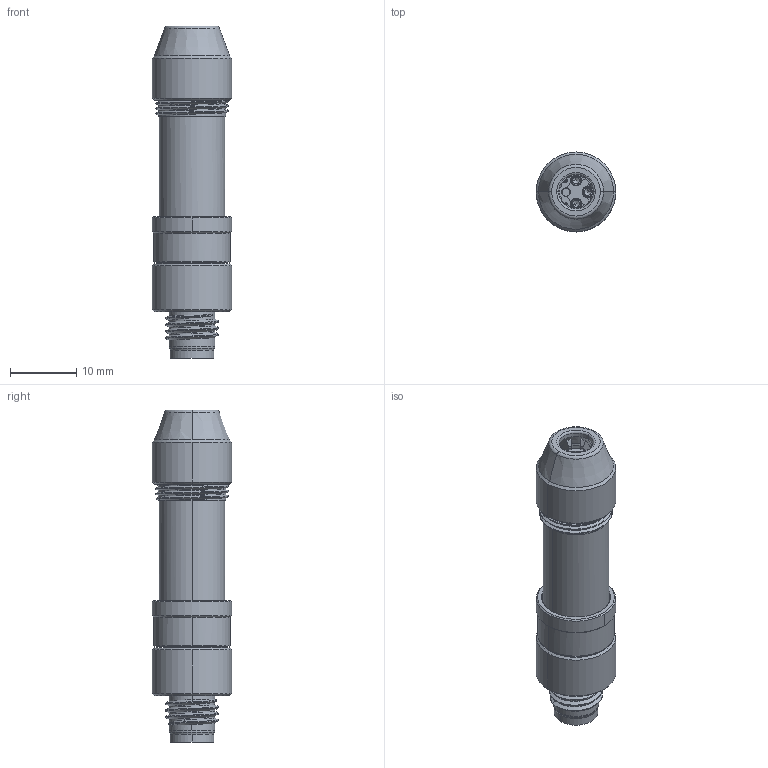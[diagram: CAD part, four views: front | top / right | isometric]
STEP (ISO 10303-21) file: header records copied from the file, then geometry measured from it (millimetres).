
FILE_DESCRIPTION((''),'2;1');
FILE_NAME('M8-MST03_SW0001','2017-05-31T',('hq.zhang'),(''),'PRO/ENGINEER BY PARAMETRIC TECHNOLOGY CORPORATION, 2012480','PRO/ENGINEER BY PARAMETRIC TECHNOLOGY CORPORATION, 2012480','');
FILE_SCHEMA(('AUTOMOTIVE_DESIGN { 1 0 10303 214 1 1 1 1 }'));
Length unit declared in the file: millimetre
Products named in the file (1): M8-MST03_SW0001
Bounding box: 12 x 12 x 50 mm (x, y, z)
Volume: 2776.8 mm3; surface area: 6125.8 mm2
Topology: 1 solids, 3 shells, 605 faces, 1677 edges, 1050 vertices
Faces by surface type: cylinder 164, plane 162, cone 118, bspline 96, torus 34, extrusion 25, sphere 6
Entity records: 37089 total; most frequent: CARTESIAN_POINT 22577, ORIENTED_EDGE 3314, DIRECTION 2621, EDGE_CURVE 1657, VERTEX_POINT 1050, AXIS2_PLACEMENT_3D 1019, EDGE_LOOP 655, FACE_OUTER_BOUND 605
